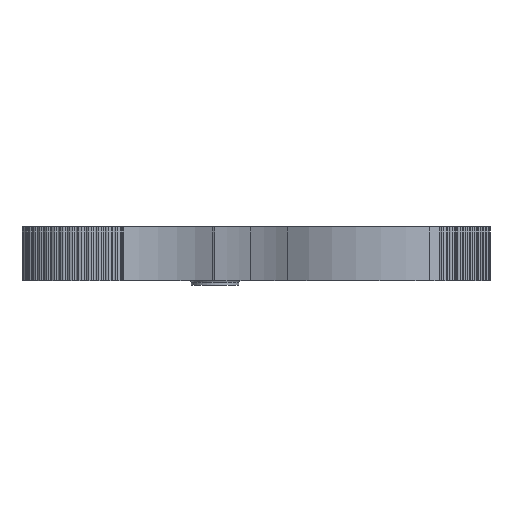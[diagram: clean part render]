
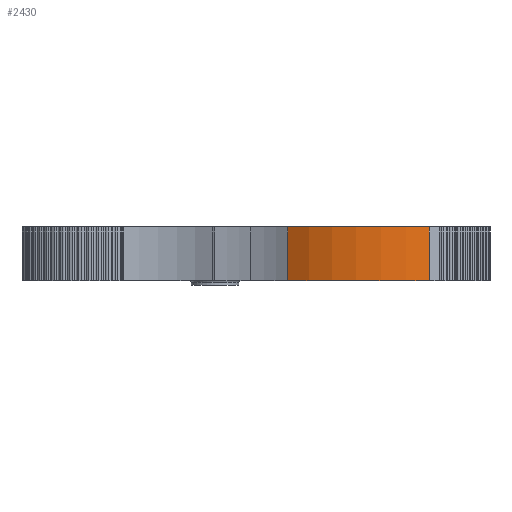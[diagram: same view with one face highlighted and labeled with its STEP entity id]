
A CAD part, left-side view. The second image highlights one B-rep face of the part: STEP entity #2430.
In plain terms, the highlighted cylindrical face has radius 50 mm (diameter 100 mm), a partial arc.
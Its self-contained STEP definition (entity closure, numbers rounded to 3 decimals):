
#112=CYLINDRICAL_SURFACE('',#2794,50.);
#228=LINE('',#3981,#412);
#248=LINE('',#4127,#432);
#412=VECTOR('',#3200,10.);
#432=VECTOR('',#3344,10.);
#669=FACE_OUTER_BOUND('',#814,.T.);
#814=EDGE_LOOP('',(#2185,#2186,#2187,#2188));
#947=CIRCLE('',#2698,50.);
#990=CIRCLE('',#2795,50.);
#1113=VERTEX_POINT('',#3978);
#1114=VERTEX_POINT('',#3980);
#1172=VERTEX_POINT('',#4104);
#1178=VERTEX_POINT('',#4125);
#1404=EDGE_CURVE('',#1114,#1113,#228,.T.);
#1468=EDGE_CURVE('',#1172,#1113,#947,.T.);
#1479=EDGE_CURVE('',#1178,#1172,#248,.T.);
#1578=EDGE_CURVE('',#1114,#1178,#990,.T.);
#2185=ORIENTED_EDGE('',*,*,#1479,.F.);
#2186=ORIENTED_EDGE('',*,*,#1578,.F.);
#2187=ORIENTED_EDGE('',*,*,#1404,.T.);
#2188=ORIENTED_EDGE('',*,*,#1468,.F.);
#2430=ADVANCED_FACE('',(#669),#112,.T.);
#2698=AXIS2_PLACEMENT_3D('',#4106,#3319,#3320);
#2794=AXIS2_PLACEMENT_3D('',#4324,#3578,#3579);
#2795=AXIS2_PLACEMENT_3D('',#4325,#3580,#3581);
#3200=DIRECTION('',(0.,0.,-1.));
#3319=DIRECTION('center_axis',(0.,0.,-1.));
#3320=DIRECTION('ref_axis',(-0.99,0.143,0.));
#3344=DIRECTION('',(0.,0.,-1.));
#3578=DIRECTION('center_axis',(0.,0.,-1.));
#3579=DIRECTION('ref_axis',(-0.99,0.143,0.));
#3580=DIRECTION('center_axis',(0.,0.,1.));
#3581=DIRECTION('ref_axis',(-0.99,0.143,0.));
#3978=CARTESIAN_POINT('',(-35.,55.,-18.));
#3980=CARTESIAN_POINT('',(-35.,55.,0.));
#3981=CARTESIAN_POINT('',(-35.,55.,0.));
#4104=CARTESIAN_POINT('',(-18.268,10.078,-18.));
#4106=CARTESIAN_POINT('Origin',(14.487,47.855,-18.));
#4125=CARTESIAN_POINT('',(-18.268,10.078,0.));
#4127=CARTESIAN_POINT('',(-18.268,10.078,0.));
#4324=CARTESIAN_POINT('Origin',(14.487,47.855,0.));
#4325=CARTESIAN_POINT('Origin',(14.487,47.855,0.));
